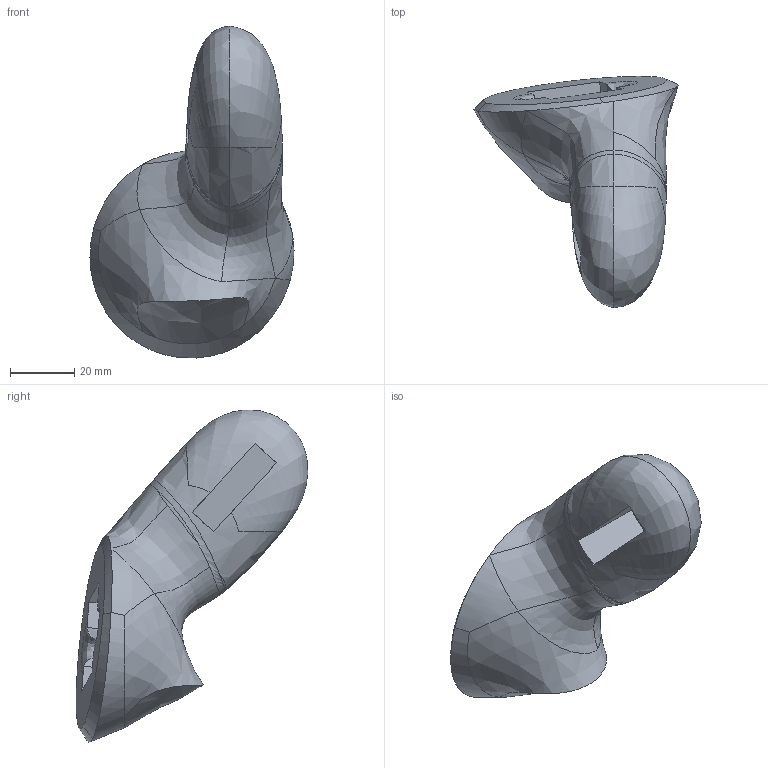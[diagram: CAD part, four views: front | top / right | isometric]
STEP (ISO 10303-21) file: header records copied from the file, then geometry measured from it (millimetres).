
FILE_DESCRIPTION (( 'STEP AP214' ), '1' );
FILE_NAME ('Oculus_Sketch_06_V2.STEP', '2019-06-06T17:31:29', ( '' ), ( '' ), 'SwSTEP 2.0', 'SolidWorks 2018', '' );
FILE_SCHEMA (( 'AUTOMOTIVE_DESIGN' ));
Length unit declared in the file: millimetre
Products named in the file (3): Touch Exterior SurfacingSK06-Gummy; Oculus_Sketch_06_V2; Touch Exterior SurfacingSK06-Solids
Assembly tree (2 placements, depth 2):
  Oculus_Sketch_06_V2
    Touch Exterior SurfacingSK06-Solids
    Touch Exterior SurfacingSK06-Gummy
Bounding box: 63.33 x 71.93 x 103.03 mm (x, y, z)
Volume: 98398.1 mm3; surface area: 21857.4 mm2
Topology: 3 solids, 3 shells, 51 faces, 134 edges, 90 vertices
Faces by surface type: bspline 36, plane 13, cylinder 2
Entity records: 8354 total; most frequent: CARTESIAN_POINT 7289, ORIENTED_EDGE 268, EDGE_CURVE 134, B_SPLINE_CURVE_WITH_KNOTS 106, VERTEX_POINT 90, DIRECTION 70, EDGE_LOOP 52, ADVANCED_FACE 51
